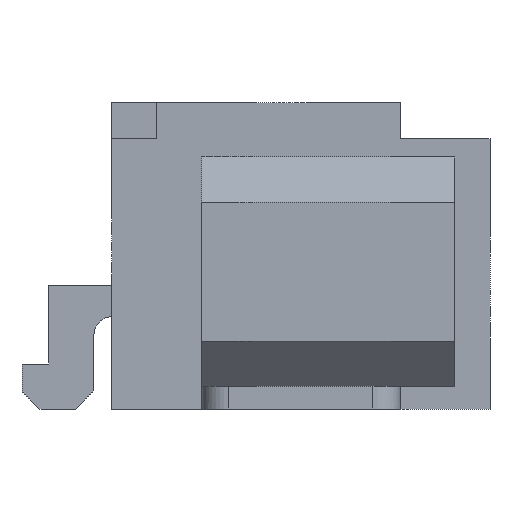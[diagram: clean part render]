
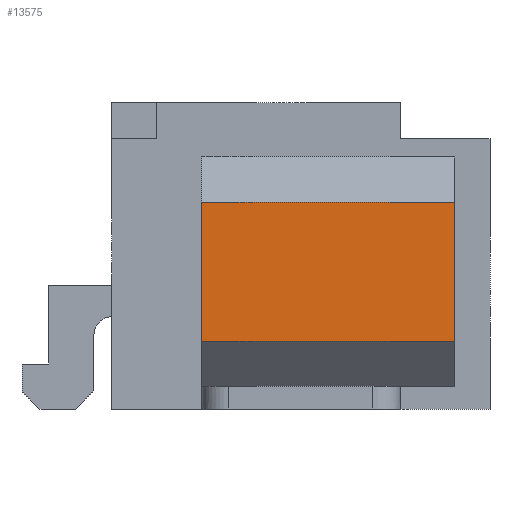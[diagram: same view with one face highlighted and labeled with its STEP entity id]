
A CAD part, left-side view. The second image highlights one B-rep face of the part: STEP entity #13575.
In plain terms, the highlighted planar face has unit normal (-1, 0, 0).
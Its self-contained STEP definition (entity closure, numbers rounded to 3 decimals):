
#6507 = PLANE('',#6508);
#6508 = AXIS2_PLACEMENT_3D('',#6509,#6510,#6511);
#6509 = CARTESIAN_POINT('',(-3.375,-0.35,0.25));
#6510 = DIRECTION('',(0.,-1.,0.));
#6511 = DIRECTION('',(0.,0.,-1.));
#6729 = PLANE('',#6730);
#6730 = AXIS2_PLACEMENT_3D('',#6731,#6732,#6733);
#6731 = CARTESIAN_POINT('',(-3.375,-3.15,0.25));
#6732 = DIRECTION('',(0.,-1.,0.));
#6733 = DIRECTION('',(0.,0.,-1.));
#10876 = PLANE('',#10877);
#10877 = AXIS2_PLACEMENT_3D('',#10878,#10879,#10880);
#10878 = CARTESIAN_POINT('',(-5.125,-0.35,2.3));
#10879 = DIRECTION('',(0.,0.,1.));
#10880 = DIRECTION('',(1.,0.,0.));
#10960 = VERTEX_POINT('',#10961);
#10961 = CARTESIAN_POINT('',(-5.125,-3.15,2.3));
#10982 = EDGE_CURVE('',#10983,#10960,#10985,.T.);
#10983 = VERTEX_POINT('',#10984);
#10984 = CARTESIAN_POINT('',(-5.125,-3.15,0.75));
#10985 = SURFACE_CURVE('',#10986,(#10990,#10997),.PCURVE_S1.);
#10986 = LINE('',#10987,#10988);
#10987 = CARTESIAN_POINT('',(-5.125,-3.15,0.75));
#10988 = VECTOR('',#10989,1.);
#10989 = DIRECTION('',(0.,0.,1.));
#10990 = PCURVE('',#6729,#10991);
#10991 = DEFINITIONAL_REPRESENTATION('',(#10992),#10996);
#10992 = LINE('',#10993,#10994);
#10993 = CARTESIAN_POINT('',(-0.5,-1.75));
#10994 = VECTOR('',#10995,1.);
#10995 = DIRECTION('',(-1.,0.));
#10996 = ( GEOMETRIC_REPRESENTATION_CONTEXT(2)
PARAMETRIC_REPRESENTATION_CONTEXT() REPRESENTATION_CONTEXT('2D SPACE',''
) );
#10997 = PCURVE('',#10998,#11003);
#10998 = PLANE('',#10999);
#10999 = AXIS2_PLACEMENT_3D('',#11000,#11001,#11002);
#11000 = CARTESIAN_POINT('',(-5.125,-0.35,0.75));
#11001 = DIRECTION('',(-1.,0.,0.));
#11002 = DIRECTION('',(0.,0.,1.));
#11003 = DEFINITIONAL_REPRESENTATION('',(#11004),#11008);
#11004 = LINE('',#11005,#11006);
#11005 = CARTESIAN_POINT('',(0.,-2.8));
#11006 = VECTOR('',#11007,1.);
#11007 = DIRECTION('',(1.,0.));
#11008 = ( GEOMETRIC_REPRESENTATION_CONTEXT(2)
PARAMETRIC_REPRESENTATION_CONTEXT() REPRESENTATION_CONTEXT('2D SPACE',''
) );
#11024 = PLANE('',#11025);
#11025 = AXIS2_PLACEMENT_3D('',#11026,#11027,#11028);
#11026 = CARTESIAN_POINT('',(-4.625,-0.35,0.25));
#11027 = DIRECTION('',(-0.707,0.,-0.707));
#11028 = DIRECTION('',(-0.707,0.,0.707));
#11752 = VERTEX_POINT('',#11753);
#11753 = CARTESIAN_POINT('',(-5.125,-0.35,2.3));
#11774 = EDGE_CURVE('',#11775,#11752,#11777,.T.);
#11775 = VERTEX_POINT('',#11776);
#11776 = CARTESIAN_POINT('',(-5.125,-0.35,0.75));
#11777 = SURFACE_CURVE('',#11778,(#11782,#11789),.PCURVE_S1.);
#11778 = LINE('',#11779,#11780);
#11779 = CARTESIAN_POINT('',(-5.125,-0.35,0.75));
#11780 = VECTOR('',#11781,1.);
#11781 = DIRECTION('',(0.,0.,1.));
#11782 = PCURVE('',#6507,#11783);
#11783 = DEFINITIONAL_REPRESENTATION('',(#11784),#11788);
#11784 = LINE('',#11785,#11786);
#11785 = CARTESIAN_POINT('',(-0.5,-1.75));
#11786 = VECTOR('',#11787,1.);
#11787 = DIRECTION('',(-1.,0.));
#11788 = ( GEOMETRIC_REPRESENTATION_CONTEXT(2)
PARAMETRIC_REPRESENTATION_CONTEXT() REPRESENTATION_CONTEXT('2D SPACE',''
) );
#11789 = PCURVE('',#10998,#11790);
#11790 = DEFINITIONAL_REPRESENTATION('',(#11791),#11795);
#11791 = LINE('',#11792,#11793);
#11792 = CARTESIAN_POINT('',(0.,0.));
#11793 = VECTOR('',#11794,1.);
#11794 = DIRECTION('',(1.,0.));
#11795 = ( GEOMETRIC_REPRESENTATION_CONTEXT(2)
PARAMETRIC_REPRESENTATION_CONTEXT() REPRESENTATION_CONTEXT('2D SPACE',''
) );
#13476 = EDGE_CURVE('',#11752,#10960,#13477,.T.);
#13477 = SURFACE_CURVE('',#13478,(#13482,#13489),.PCURVE_S1.);
#13478 = LINE('',#13479,#13480);
#13479 = CARTESIAN_POINT('',(-5.125,-0.35,2.3));
#13480 = VECTOR('',#13481,1.);
#13481 = DIRECTION('',(0.,-1.,0.));
#13482 = PCURVE('',#10876,#13483);
#13483 = DEFINITIONAL_REPRESENTATION('',(#13484),#13488);
#13484 = LINE('',#13485,#13486);
#13485 = CARTESIAN_POINT('',(0.,0.));
#13486 = VECTOR('',#13487,1.);
#13487 = DIRECTION('',(0.,-1.));
#13488 = ( GEOMETRIC_REPRESENTATION_CONTEXT(2)
PARAMETRIC_REPRESENTATION_CONTEXT() REPRESENTATION_CONTEXT('2D SPACE',''
) );
#13489 = PCURVE('',#10998,#13490);
#13490 = DEFINITIONAL_REPRESENTATION('',(#13491),#13495);
#13491 = LINE('',#13492,#13493);
#13492 = CARTESIAN_POINT('',(1.55,0.));
#13493 = VECTOR('',#13494,1.);
#13494 = DIRECTION('',(0.,-1.));
#13495 = ( GEOMETRIC_REPRESENTATION_CONTEXT(2)
PARAMETRIC_REPRESENTATION_CONTEXT() REPRESENTATION_CONTEXT('2D SPACE',''
) );
#13554 = EDGE_CURVE('',#11775,#10983,#13555,.T.);
#13555 = SURFACE_CURVE('',#13556,(#13560,#13567),.PCURVE_S1.);
#13556 = LINE('',#13557,#13558);
#13557 = CARTESIAN_POINT('',(-5.125,-0.35,0.75));
#13558 = VECTOR('',#13559,1.);
#13559 = DIRECTION('',(0.,-1.,0.));
#13560 = PCURVE('',#11024,#13561);
#13561 = DEFINITIONAL_REPRESENTATION('',(#13562),#13566);
#13562 = LINE('',#13563,#13564);
#13563 = CARTESIAN_POINT('',(0.707,0.));
#13564 = VECTOR('',#13565,1.);
#13565 = DIRECTION('',(0.,-1.));
#13566 = ( GEOMETRIC_REPRESENTATION_CONTEXT(2)
PARAMETRIC_REPRESENTATION_CONTEXT() REPRESENTATION_CONTEXT('2D SPACE',''
) );
#13567 = PCURVE('',#10998,#13568);
#13568 = DEFINITIONAL_REPRESENTATION('',(#13569),#13573);
#13569 = LINE('',#13570,#13571);
#13570 = CARTESIAN_POINT('',(0.,0.));
#13571 = VECTOR('',#13572,1.);
#13572 = DIRECTION('',(0.,-1.));
#13573 = ( GEOMETRIC_REPRESENTATION_CONTEXT(2)
PARAMETRIC_REPRESENTATION_CONTEXT() REPRESENTATION_CONTEXT('2D SPACE',''
) );
#13575 = ADVANCED_FACE('',(#13576),#10998,.T.);
#13576 = FACE_BOUND('',#13577,.T.);
#13577 = EDGE_LOOP('',(#13578,#13579,#13580,#13581));
#13578 = ORIENTED_EDGE('',*,*,#13554,.T.);
#13579 = ORIENTED_EDGE('',*,*,#10982,.T.);
#13580 = ORIENTED_EDGE('',*,*,#13476,.F.);
#13581 = ORIENTED_EDGE('',*,*,#11774,.F.);
